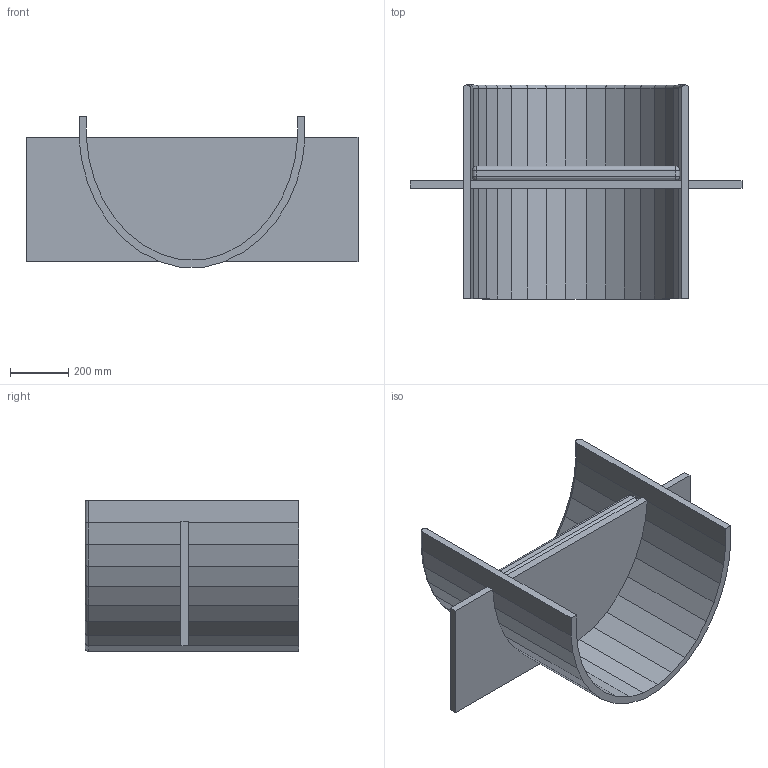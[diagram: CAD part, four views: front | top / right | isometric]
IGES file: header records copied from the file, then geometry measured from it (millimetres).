
Start section: SolidWorks IGES file using analytic representation for surfaces
Global section: file name: Sit Set Chair_Campagna_IGES.IGS; native system: SolidWorks 2021; preprocessor: SolidWorks 2021; author: juliamiller; date: 210412.114822; units: millimetre
Bounding box: 1143 x 736.6 x 518.94 mm (x, y, z)
Surface area: 3239505.1 mm2 (no closed solid volume)
Topology: 0 solids, 0 shells, 146 faces, 1217 edges, 1214 vertices
Faces by surface type: bspline 103, revolution 43
